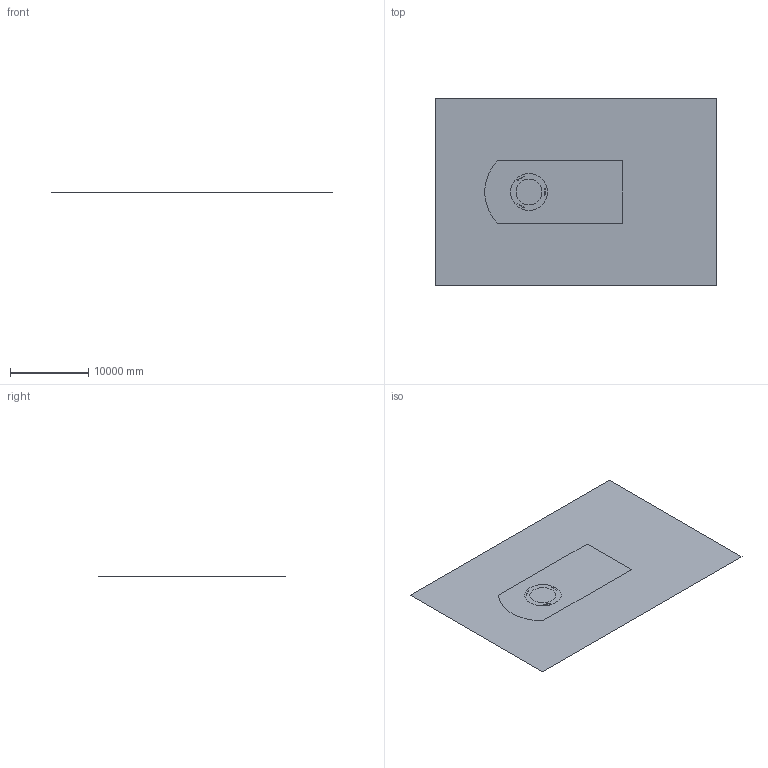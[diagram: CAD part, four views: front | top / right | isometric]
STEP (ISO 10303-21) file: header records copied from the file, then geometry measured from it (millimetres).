
FILE_DESCRIPTION(('HOOPS Exchange Step'),'2;1');
FILE_NAME('a8a8f791-48c0-4059-97ef-9d53a6b72fcc.stp','2025-07-27T13:21:42+02:00',('Michał'),('Unknown organisation'),'HOOPS Exchange 2024.6','HOOPS Exchange','Unknown authorisation');
FILE_SCHEMA( ('AUTOMOTIVE_DESIGN { 1 0 10303 214 1 1 1 1 }') );
Length unit declared in the file: millimetre
Products named in the file (1): a8a8f791-48c0-4059-97ef-9d53a6b72fcc
Bounding box: 36000 x 24000 x 0 mm (x, y, z)
Surface area: 1000883617.7 mm2 (no closed solid volume)
Topology: 0 solids, 4 shells, 4 faces, 18 edges, 18 vertices
Faces by surface type: plane 4
Entity records: 1127 total; most frequent: CARTESIAN_POINT 941, DIRECTION 30, VERTEX_POINT 18, EDGE_CURVE 18, ORIENTED_EDGE 18, AXIS2_PLACEMENT_3D 10, VECTOR 10, LINE 10
